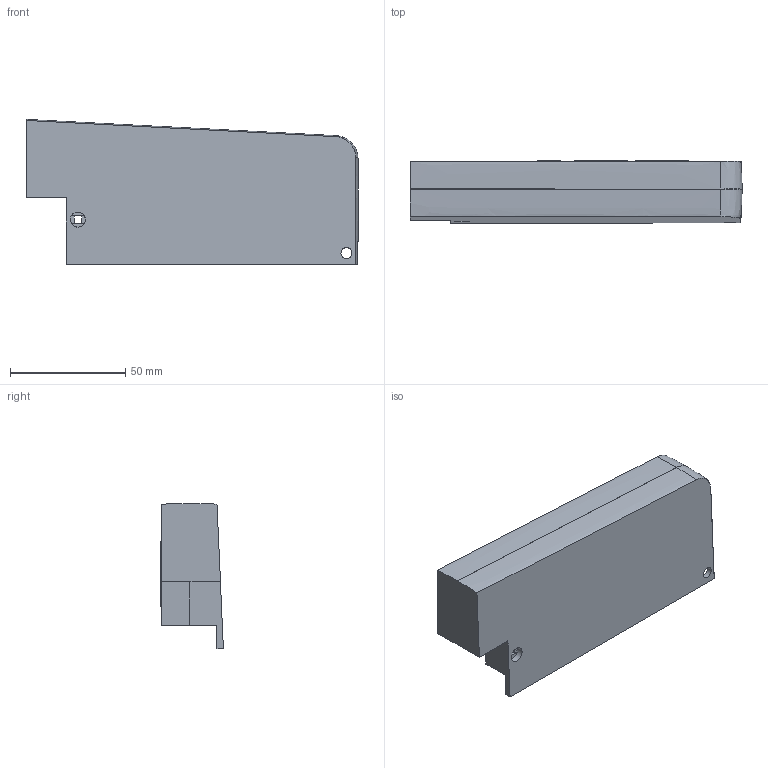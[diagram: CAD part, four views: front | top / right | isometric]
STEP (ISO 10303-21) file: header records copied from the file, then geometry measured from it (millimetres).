
FILE_DESCRIPTION(/* description */ ('STEP AP242','CAx-IF Rec.Pracs.---Representation and Presentation of Product Manufacturing Information (PMI)---4.0---2014-10-13','CAx-IF Rec.Pracs.---3D Tessellated Geometry---0.4---2014-09-14','2;1','CAx-IF Rec.Pracs.---User Defined Attributes---1.5---2016-08-15'),/* implementation_level */ '2;1');
FILE_NAME(/* name */ '6915ede223c4972bbd8c08f5',/* time_stamp */ '2025-11-13T14:40:35Z',/* author */ (''),/* organization */ (''),/* preprocessor_version */ 'ST-DEVELOPER v20',/* originating_system */ 'ONSHAPE BY PTC INC, 1.206',/* authorisation */ ' ');
FILE_SCHEMA (('AP242_MANAGED_MODEL_BASED_3D_ENGINEERING_MIM_LF { 1 0 10303 442 1 1 4 }'));
Length unit declared in the file: metre
Products named in the file (1): key
Bounding box: 143.85 x 27.2 x 62.92 mm (x, y, z)
Volume: 167212.9 mm3; surface area: 25949.4 mm2
Topology: 1 solids, 1 shells, 96 faces, 267 edges, 177 vertices
Faces by surface type: plane 70, bspline 19, cylinder 7
Full cylindrical faces by diameter (mm): 4.8 x1, 6.5 x1
Entity records: 3304 total; most frequent: CARTESIAN_POINT 978, ORIENTED_EDGE 526, DIRECTION 382, EDGE_CURVE 263, LINE 196, VECTOR 196, VERTEX_POINT 175, EDGE_LOOP 106
